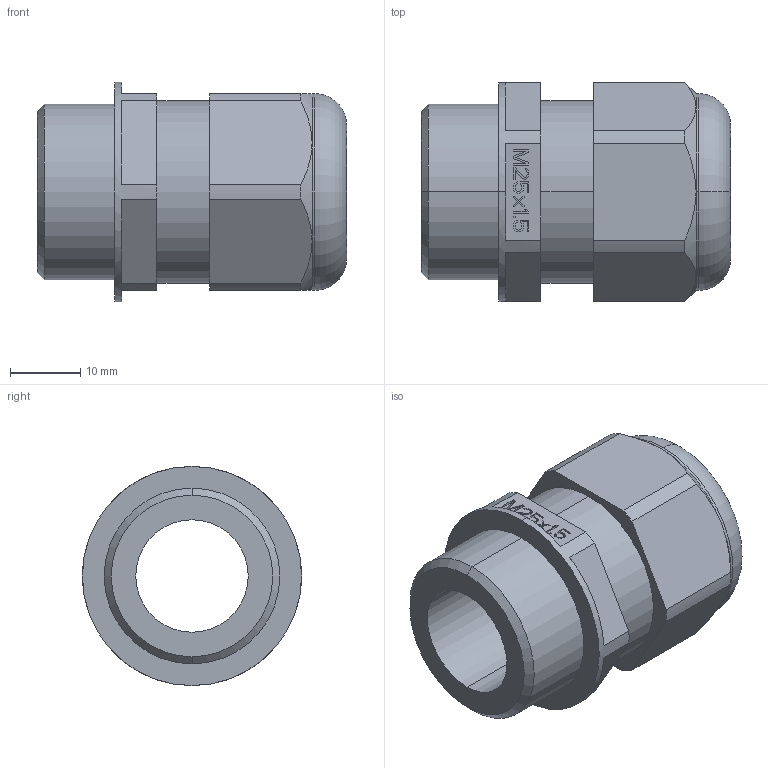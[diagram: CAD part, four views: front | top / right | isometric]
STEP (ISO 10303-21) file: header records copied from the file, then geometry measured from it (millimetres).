
FILE_DESCRIPTION(/* description */ (''),/* implementation_level */ '2;1');
FILE_NAME(/* name */ 'N 16 250 0127.stp',/* time_stamp */ '2016-12-01T16:17:29+01:00',/* author */ (''),/* organization */ (''),/* preprocessor_version */ 'ST-DEVELOPER v15',/* originating_system */ 'SIEMENS PLM Software NX 9.0',/* authorisation */ '');
FILE_SCHEMA (('CONFIG_CONTROL_DESIGN'));
Length unit declared in the file: millimetre
Products named in the file (1): n 16 250 0127nxm001-01
Bounding box: 44 x 31.2 x 31.2 mm (x, y, z)
Volume: 17124.4 mm3; surface area: 7264.9 mm2
Topology: 1 solids, 1 shells, 200 faces, 552 edges, 364 vertices
Faces by surface type: plane 174, cylinder 16, cone 8, torus 2
Entity records: 6376 total; most frequent: CARTESIAN_POINT 1159, ORIENTED_EDGE 1104, DIRECTION 994, EDGE_CURVE 552, LINE 484, VECTOR 484, VERTEX_POINT 364, AXIS2_PLACEMENT_3D 255
